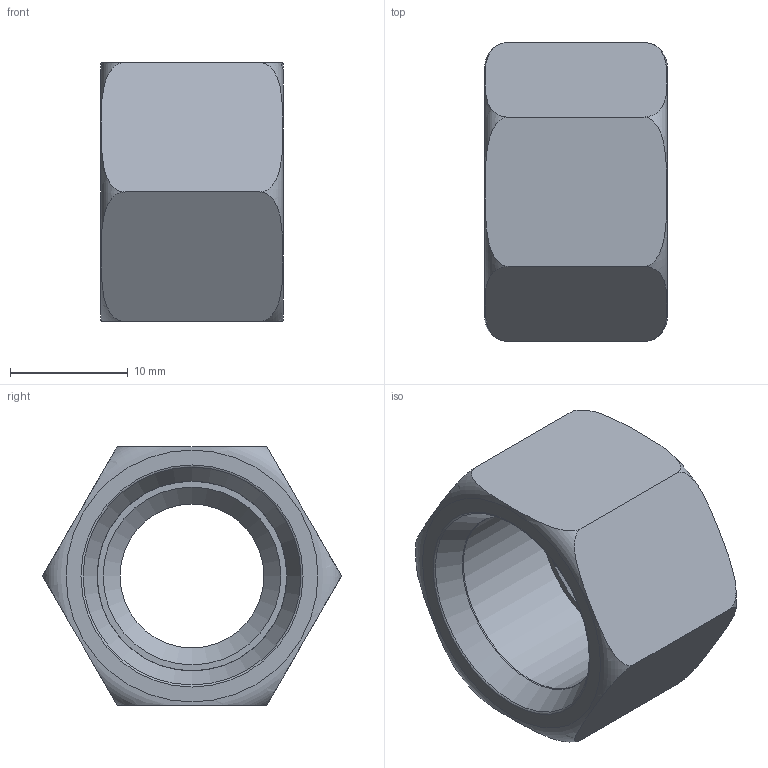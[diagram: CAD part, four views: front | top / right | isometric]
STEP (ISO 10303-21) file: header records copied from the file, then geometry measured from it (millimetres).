
FILE_DESCRIPTION(/* description */ (''),/* implementation_level */ '2;1');
FILE_NAME(/* name */ 'X-M12L.stp',/* time_stamp */ '2025-01-15T15:54:17+01:00',/* author */ (''),/* organization */ (''),/* preprocessor_version */ 'ST-DEVELOPER v16',/* originating_system */ 'SIEMENS PLM Software NX 10.0',/* authorisation */ '');
FILE_SCHEMA (('AP203_CONFIGURATION_CONTROLLED_3D_DESIGN_OF_MECHANICAL_PARTS_AND_ASSEMBLIES_MIM_LF { 1 0 10303 403 2 1 2}'));
Length unit declared in the file: millimetre
Products named in the file (1): nwer36809CEC4ptp
Bounding box: 15.5 x 25.4 x 22 mm (x, y, z)
Volume: 3542.7 mm3; surface area: 2400.6 mm2
Topology: 1 solids, 1 shells, 18 faces, 43 edges, 28 vertices
Faces by surface type: plane 9, torus 4, cone 3, cylinder 2
Full cylindrical faces by diameter (mm): 12.225 x1, 16.1 x1
Entity records: 666 total; most frequent: CARTESIAN_POINT 245, DIRECTION 60, ORIENTED_EDGE 58, EDGE_LOOP 30, AXIS2_PLACEMENT_3D 30, EDGE_CURVE 29, FACE_BOUND 24, VERTEX_POINT 23
